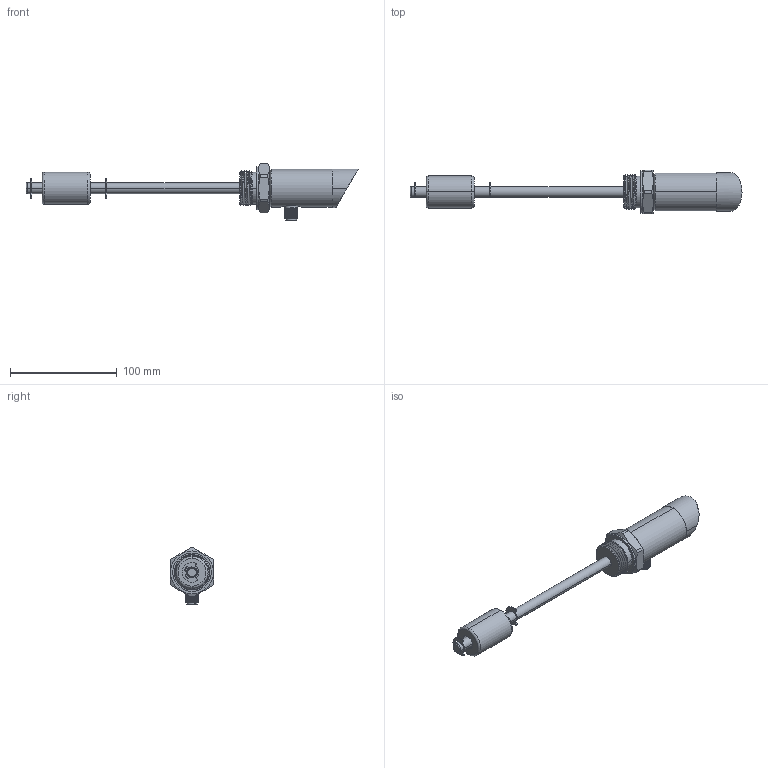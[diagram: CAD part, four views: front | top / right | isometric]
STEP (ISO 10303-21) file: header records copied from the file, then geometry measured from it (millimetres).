
FILE_DESCRIPTION((''),'2;1');
FILE_NAME('LT300-G1ML200-3D_ASM','2021-10-26T',('Administrator'),(''),'CREO PARAMETRIC BY PTC INC, 2014350','CREO PARAMETRIC BY PTC INC, 2014350','');
FILE_SCHEMA(('CONFIG_CONTROL_DESIGN'));
Length unit declared in the file: millimetre
Products named in the file (15): PS300-01-3D_STP_1; FS210-M12-5-3D_STP_1; HSHSM-5_STP_1; M12X1-5P-3D_ASM_STP_ASM_1_ASM; PS300-XSK-3D_STP_1; PS300-G14M_ASM_STP_ASM_1_ASM; PS300-G14M_1_ASM_1_ASM; PS300-G14M_ASM_1_ASM; PS300-WK-ASM_ASM; LT300-10-G1M-3D; LC100-10-200-3D; LT300-10-G1M-L200-3D_ASM; E-9-18-1; NBR-30X45; LT300-G1ML200-3D_ASM
Assembly tree (15 placements, depth 7):
  LT300-G1ML200-3D_ASM
    PS300-WK-ASM_ASM
      PS300-G14M_ASM_1_ASM
        PS300-G14M_1_ASM_1_ASM
          PS300-G14M_ASM_STP_ASM_1_ASM
            PS300-01-3D_STP_1
            M12X1-5P-3D_ASM_STP_ASM_1_ASM
              FS210-M12-5-3D_STP_1
              HSHSM-5_STP_1
            PS300-XSK-3D_STP_1
    LT300-10-G1M-L200-3D_ASM
      LT300-10-G1M-3D
      LC100-10-200-3D
    E-9-18-1  x2
    NBR-30X45
Bounding box: 310.99 x 41 x 52.9 mm (x, y, z)
Volume: 98734.6 mm3; surface area: 40494.1 mm2
Topology: 8 solids, 11 shells, 541 faces, 1459 edges, 951 vertices
Faces by surface type: plane 317, cylinder 158, cone 22, sphere 20, bspline 16, torus 6, extrusion 2
Entity records: 20702 total; most frequent: CARTESIAN_POINT 7733, ORIENTED_EDGE 2654, DIRECTION 2585, EDGE_CURVE 1333, VECTOR 913, LINE 911, VERTEX_POINT 891, AXIS2_PLACEMENT_3D 836
